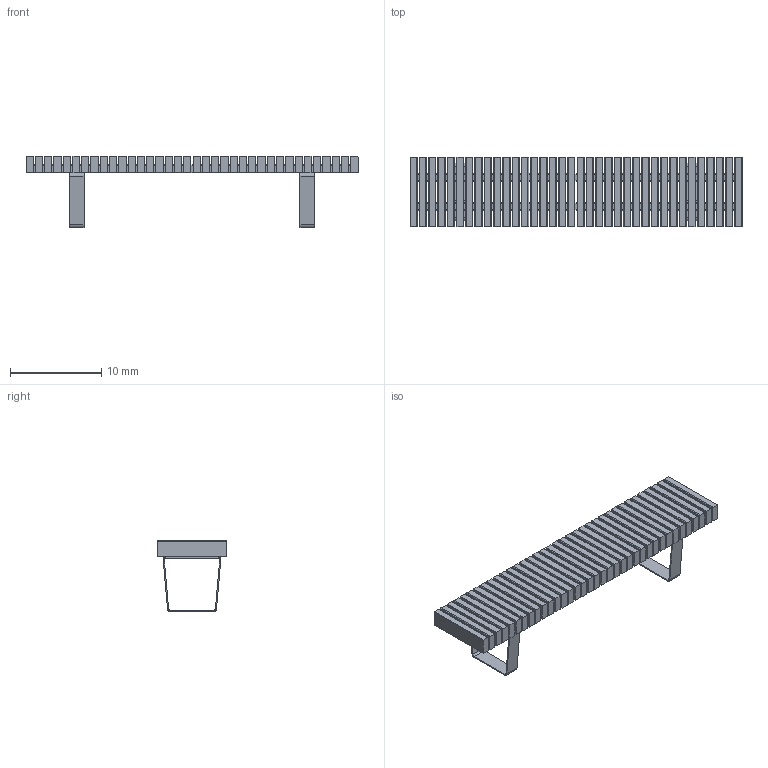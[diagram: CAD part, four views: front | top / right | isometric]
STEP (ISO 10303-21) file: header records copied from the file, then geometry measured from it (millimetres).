
FILE_DESCRIPTION(/* description */ (''),/* implementation_level */ '2;1');
FILE_NAME(/* name */ 'scale wood and metal bench',/* time_stamp */ '2025-05-20T13:06:44-04:00',/* author */ (''),/* organization */ (''),/* preprocessor_version */ 'ST-DEVELOPER v19.2',/* originating_system */ 'Rhino 8.18',/* authorisation */ '');
FILE_SCHEMA (('CONFIG_CONTROL_DESIGN'));
Length unit declared in the file: inch
Products named in the file (1): Document
Bounding box: 36.35 x 7.62 x 7.78 mm (x, y, z)
Volume: 410.7 mm3; surface area: 1593.9 mm2
Topology: 3 solids, 3 shells, 1100 faces, 2932 edges, 1768 vertices
Faces by surface type: plane 1084, cylinder 16
Entity records: 29304 total; most frequent: CARTESIAN_POINT 9176, ORIENTED_EDGE 5864, EDGE_CURVE 2932, B_SPLINE_CURVE_WITH_KNOTS 2596, VERTEX_POINT 1768, DIRECTION 1298, EDGE_LOOP 1104, ADVANCED_FACE 1100
